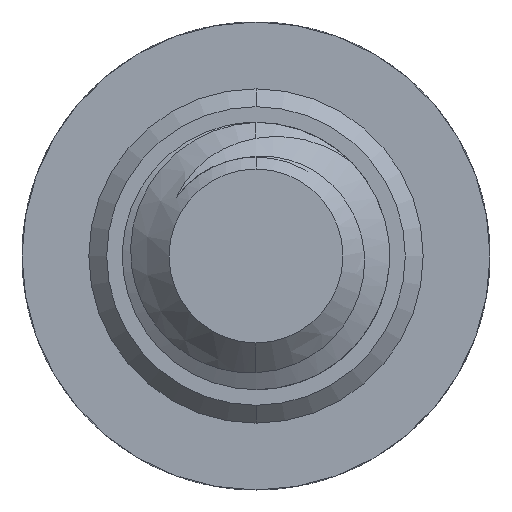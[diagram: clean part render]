
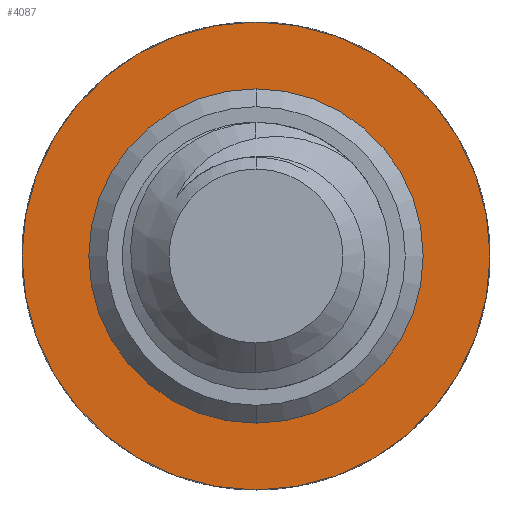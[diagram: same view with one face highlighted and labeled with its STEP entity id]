
A CAD part, front view. The second image highlights one B-rep face of the part: STEP entity #4087.
In plain terms, the highlighted planar face has unit normal (0, -1, 0).
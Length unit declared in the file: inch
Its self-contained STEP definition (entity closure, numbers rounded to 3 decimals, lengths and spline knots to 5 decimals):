
#834 = DIRECTION ( 'NONE',  ( 0., -1., 0. ) ) ;
#1065 = AXIS2_PLACEMENT_3D ( 'NONE', #6491, #1302, #7337 ) ;
#1109 = CARTESIAN_POINT ( 'NONE',  ( 0., 0., 0. ) ) ;
#1166 = VERTEX_POINT ( 'NONE', #6402 ) ;
#1302 = DIRECTION ( 'NONE',  ( 0., 1., 0. ) ) ;
#1994 = DIRECTION ( 'NONE',  ( 0., 0., 1. ) ) ;
#2391 = ORIENTED_EDGE ( 'NONE', *, *, #3371, .F. ) ;
#2575 = AXIS2_PLACEMENT_3D ( 'NONE', #1109, #7162, #1994 ) ;
#2689 = CIRCLE ( 'NONE', #3330, 0.15625 ) ;
#2894 = FACE_OUTER_BOUND ( 'NONE', #8452, .T. ) ;
#3330 = AXIS2_PLACEMENT_3D ( 'NONE', #4794, #10910, #5669 ) ;
#3371 = EDGE_CURVE ( 'NONE', #1166, #5481, #3862, .T. ) ;
#3862 = CIRCLE ( 'NONE', #2575, 0.21875 ) ;
#3884 = DIRECTION ( 'NONE',  ( 0., 0., 1. ) ) ;
#4087 = ADVANCED_FACE ( 'NONE', ( #5204, #2894 ), #10834, .F. ) ;
#4790 = ORIENTED_EDGE ( 'NONE', *, *, #10550, .F. ) ;
#4794 = CARTESIAN_POINT ( 'NONE',  ( 0., 0., 0. ) ) ;
#5144 = CIRCLE ( 'NONE', #10202, 0.15625 ) ;
#5204 = FACE_BOUND ( 'NONE', #9422, .T. ) ;
#5215 = CARTESIAN_POINT ( 'NONE',  ( 0., 0., 0.15625 ) ) ;
#5481 = VERTEX_POINT ( 'NONE', #6141 ) ;
#5502 = ORIENTED_EDGE ( 'NONE', *, *, #8726, .F. ) ;
#5620 = CIRCLE ( 'NONE', #1065, 0.21875 ) ;
#5669 = DIRECTION ( 'NONE',  ( 0., 0., -1. ) ) ;
#5682 = AXIS2_PLACEMENT_3D ( 'NONE', #7324, #9081, #3884 ) ;
#6014 = CARTESIAN_POINT ( 'NONE',  ( 0., 0., 0. ) ) ;
#6141 = CARTESIAN_POINT ( 'NONE',  ( 0., 0., -0.21875 ) ) ;
#6402 = CARTESIAN_POINT ( 'NONE',  ( 0., 0., 0.21875 ) ) ;
#6491 = CARTESIAN_POINT ( 'NONE',  ( 0., 0., 0. ) ) ;
#6633 = VERTEX_POINT ( 'NONE', #5215 ) ;
#6892 = DIRECTION ( 'NONE',  ( 0., 0., -1. ) ) ;
#7162 = DIRECTION ( 'NONE',  ( 0., 1., 0. ) ) ;
#7324 = CARTESIAN_POINT ( 'NONE',  ( 0., 0., 0. ) ) ;
#7337 = DIRECTION ( 'NONE',  ( 0., 0., 1. ) ) ;
#7558 = CARTESIAN_POINT ( 'NONE',  ( 0., 0., -0.15625 ) ) ;
#7633 = ORIENTED_EDGE ( 'NONE', *, *, #8388, .F. ) ;
#8388 = EDGE_CURVE ( 'NONE', #11228, #6633, #5144, .T. ) ;
#8452 = EDGE_LOOP ( 'NONE', ( #4790, #2391 ) ) ;
#8726 = EDGE_CURVE ( 'NONE', #6633, #11228, #2689, .T. ) ;
#9081 = DIRECTION ( 'NONE',  ( 0., 1., 0. ) ) ;
#9422 = EDGE_LOOP ( 'NONE', ( #7633, #5502 ) ) ;
#10202 = AXIS2_PLACEMENT_3D ( 'NONE', #6014, #834, #6892 ) ;
#10550 = EDGE_CURVE ( 'NONE', #5481, #1166, #5620, .T. ) ;
#10834 = PLANE ( 'NONE',  #5682 ) ;
#10910 = DIRECTION ( 'NONE',  ( 0., -1., 0. ) ) ;
#11228 = VERTEX_POINT ( 'NONE', #7558 ) ;
